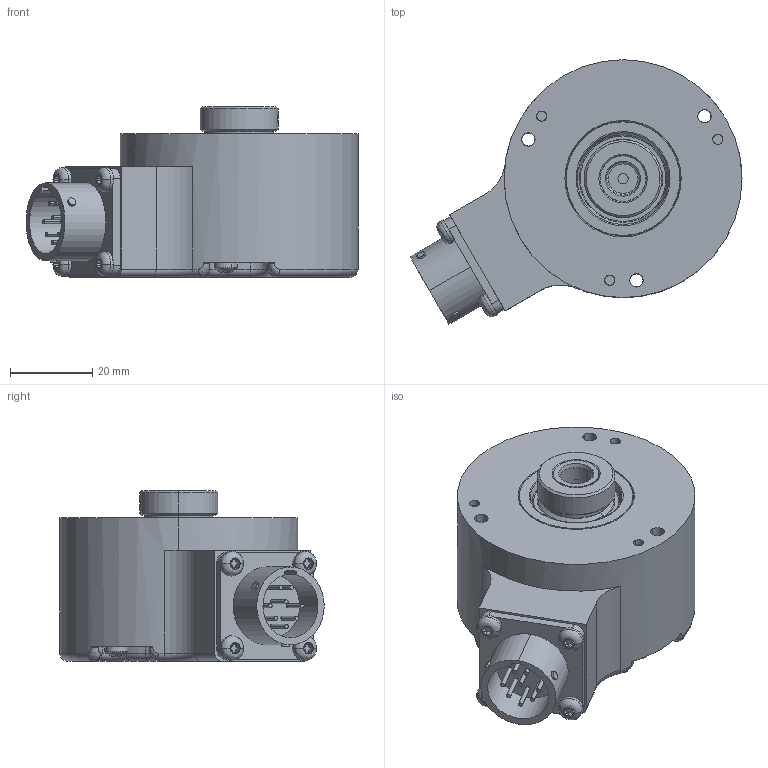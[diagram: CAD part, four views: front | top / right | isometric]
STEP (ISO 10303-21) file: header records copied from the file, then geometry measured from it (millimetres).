
FILE_DESCRIPTION((''),'2;1');
FILE_NAME('515862','2010-10-14T',('se2802'),(''),'PRO/ENGINEER BY PARAMETRIC TECHNOLOGY CORPORATION, 2010180','PRO/ENGINEER BY PARAMETRIC TECHNOLOGY CORPORATION, 2010180','');
FILE_SCHEMA(('CONFIG_CONTROL_DESIGN'));
Length unit declared in the file: millimetre
Products named in the file (1): 515862
Bounding box: 80.95 x 64.48 x 41.6 mm (x, y, z)
Volume: 63470.4 mm3; surface area: 38696.7 mm2
Topology: 1 solids, 2 shells, 1135 faces, 3119 edges, 1957 vertices
Faces by surface type: cylinder 515, plane 389, torus 102, cone 99, sphere 14, bspline 14, revolution 2
Entity records: 39496 total; most frequent: CARTESIAN_POINT 9609, DIRECTION 6725, ORIENTED_EDGE 6214, EDGE_CURVE 3107, AXIS2_PLACEMENT_3D 2711, VERTEX_POINT 1958, CIRCLE 1592, VECTOR 1301
